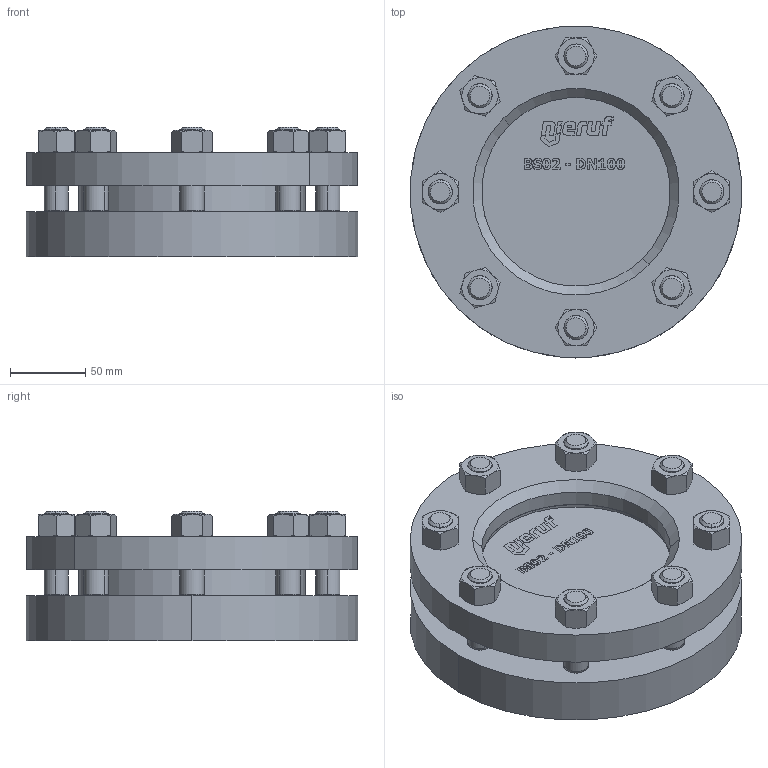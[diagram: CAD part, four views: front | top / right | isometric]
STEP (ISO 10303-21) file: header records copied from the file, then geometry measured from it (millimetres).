
FILE_DESCRIPTION (( 'STEP AP214' ), '1' );
FILE_NAME ('BS02_11_Behälter-Schauglas.STEP', '2020-06-30T14:01:52', ( '' ), ( '' ), 'SwSTEP 2.0', 'SolidWorks 2020', '' );
FILE_SCHEMA (( 'AUTOMOTIVE_DESIGN' ));
Length unit declared in the file: millimetre
Products named in the file (7): BS02-02-11_Deckelflansch; BS02-03-11_Glasplatte; BS02-03-11_Flachdichtung; BS02-01-11_Grundflansch; DIN_938_M16x55_Stiftschraube; BS02_11_Behälter-Schauglas; hex nut style 1 gradeab_din_Hexagon Nut ISO 4032 - M16 - D - N
Assembly tree (21 placements, depth 2):
  BS02_11_Behälter-Schauglas
    BS02-01-11_Grundflansch
    BS02-02-11_Deckelflansch
    BS02-03-11_Flachdichtung  x2
    BS02-03-11_Glasplatte
    DIN_938_M16x55_Stiftschraube  x8
    hex nut style 1 gradeab_din_Hexagon Nut ISO 4032 - M16 - D - N  x8
Bounding box: 220 x 220 x 86 mm (x, y, z)
Volume: 1748436.6 mm3; surface area: 294730.5 mm2
Topology: 21 solids, 21 shells, 741 faces, 1700 edges, 1036 vertices
Faces by surface type: cone 244, plane 240, cylinder 172, bspline 85
Entity records: 16214 total; most frequent: CARTESIAN_POINT 6416, ORIENTED_EDGE 2004, DIRECTION 1722, EDGE_CURVE 1002, VERTEX_POINT 650, AXIS2_PLACEMENT_3D 576, VECTOR 570, LINE 570
